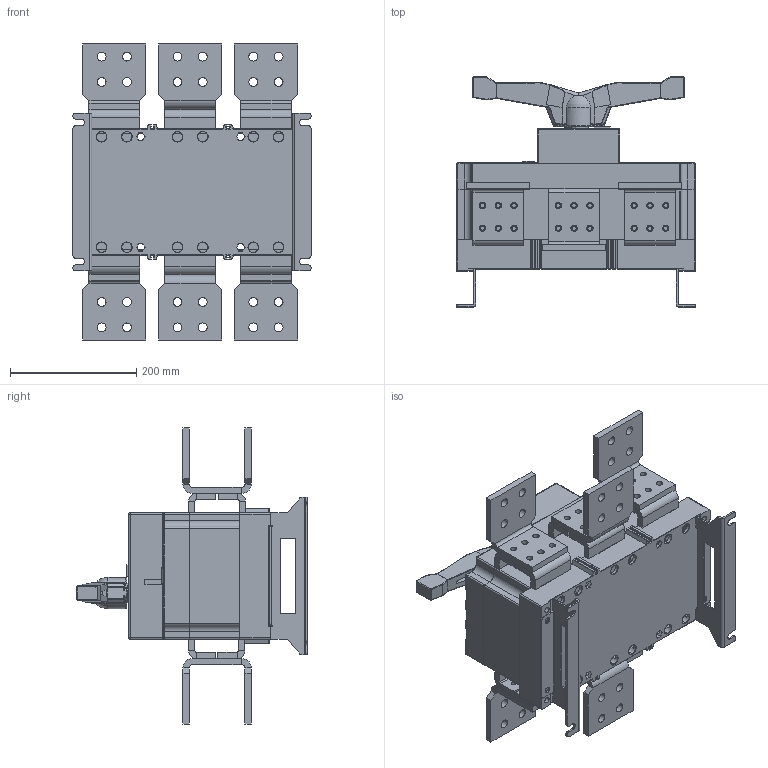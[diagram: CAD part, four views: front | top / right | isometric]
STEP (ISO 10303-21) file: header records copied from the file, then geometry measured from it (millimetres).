
FILE_DESCRIPTION((''),'2;1');
FILE_NAME('HGL-2500-3_ASM','2025-08-04T15:30:29',('Administrator'),(''),'CREO PARAMETRIC BY PTC INC, 2021023','CREO PARAMETRIC BY PTC INC, 2021023','');
FILE_SCHEMA(('CONFIG_CONTROL_DESIGN'));
Products named in the file (33): 200000_1_1_1_1; 1000-30_1_1_1_1_AF0; 1000-00_1_1_1_1; 100000_1-103638_1_1_1; 0001_ASM_1_1_ASM_1_1; 1000-000_1_1_1_1; 1000-00_ASM_1_1_ASM_1_ASM_1_ASM; 3150_0004_1_1_1_1_AF0; 3150_0005_1_1_1_1_AF0; 3150_0005_1_1_1_1_AF4; 2000-300_1-167905_1_1_1_AF0; 3150_0004_1_1_1_1_AF4; 3150_0004_1_1_1_1_AF1; 3150_0005_1_1_1_1_AF1; 3150-300_ASM_1_1_ASM_1_ASM_1_AF0_ASM; 3150_0005_1_1_1_1_AF5; 3150_0005_1_1_1_1_AF2; 3150_0005_1_1_1_1_AF3; 3150_0004_1_1_1_1_AF2; 3150_0004_1_1_1_1_AF5; 3150_0004_1_1_1_1_AF3; 1000-3K0_1_1_1_1_AF0; 3150-3K00_ASM_1_1_ASM_1_ASM_1_AF0_ASM; HGL-3150-3K_1_ASM_1_1_ASM_1_ASM_AF0_ASM; HGL-3150-3K_ASM_1_1_ASM_1_ASM_1_AF0_ASM; HGL-2500000_2_1; PRT0035_1_1; PRT0036_1_1; PRT0037_1_1; B000_1_1; ASM0001_ASM_1_ASM_1_AF0_ASM; HGL-2500-3K-5-30_ASM_1_AF0_ASM; HGL-2500-3_ASM
Assembly tree (35 placements, depth 7):
  HGL-2500-3_ASM
    HGL-2500-3K-5-30_ASM_1_AF0_ASM
      ASM0001_ASM_1_ASM_1_AF0_ASM
        HGL-3150-3K_ASM_1_1_ASM_1_ASM_1_AF0_ASM
          HGL-3150-3K_1_ASM_1_1_ASM_1_ASM_AF0_ASM
            200000_1_1_1_1  x2
            1000-30_1_1_1_1_AF0
            1000-00_ASM_1_1_ASM_1_ASM_1_ASM
              1000-00_1_1_1_1
              100000_1-103638_1_1_1
              0001_ASM_1_1_ASM_1_1
              1000-000_1_1_1_1
            3150-300_ASM_1_1_ASM_1_ASM_1_AF0_ASM
              3150_0004_1_1_1_1_AF0
              3150_0005_1_1_1_1_AF0
              3150_0005_1_1_1_1_AF4
              2000-300_1-167905_1_1_1_AF0
              3150_0004_1_1_1_1_AF4
              3150_0004_1_1_1_1_AF1
              3150_0005_1_1_1_1_AF1
            3150-3K00_ASM_1_1_ASM_1_ASM_1_AF0_ASM
              3150_0005_1_1_1_1_AF5
              3150_0005_1_1_1_1_AF2
              3150_0005_1_1_1_1_AF3
              3150_0004_1_1_1_1_AF2
              3150_0004_1_1_1_1_AF5
              3150_0004_1_1_1_1_AF3
              1000-3K0_1_1_1_1_AF0
        HGL-2500000_2_1  x3
        PRT0035_1_1
        PRT0036_1_1
        PRT0037_1_1
        B000_1_1
Bounding box: 378 x 364.04 x 468.4 mm (x, y, z)
Volume: 4430059.9 mm3; surface area: 1415145.2 mm2
Topology: 27 solids, 27 shells, 3786 faces, 9979 edges, 6167 vertices
Faces by surface type: plane 2010, cylinder 1176, extrusion 163, torus 138, sphere 129, bspline 113, cone 57
Entity records: 129395 total; most frequent: CARTESIAN_POINT 39685, ORIENTED_EDGE 18936, DIRECTION 17799, EDGE_CURVE 9468, VECTOR 6485, LINE 6322, VERTEX_POINT 5936, AXIS2_PLACEMENT_3D 5657
